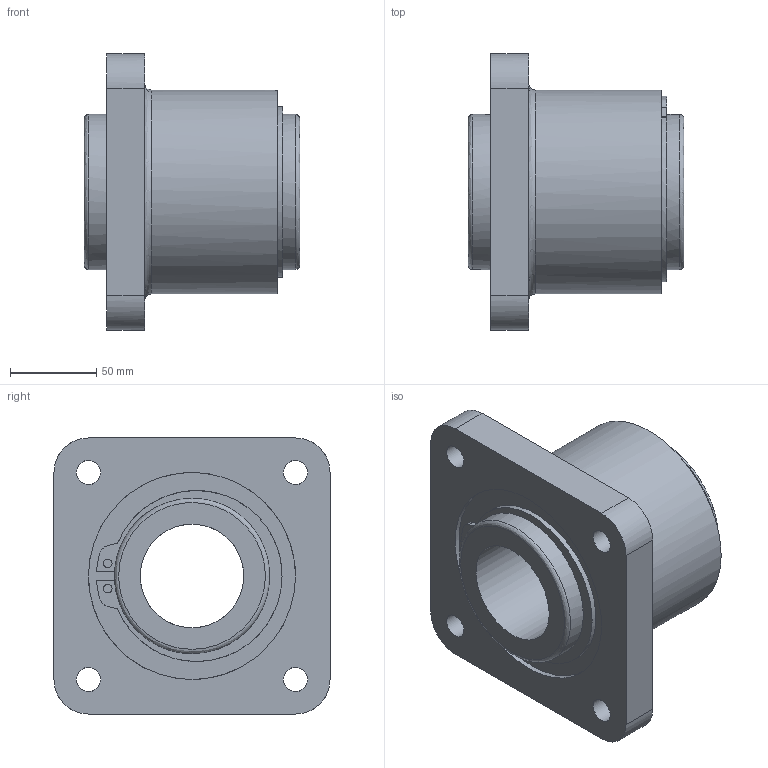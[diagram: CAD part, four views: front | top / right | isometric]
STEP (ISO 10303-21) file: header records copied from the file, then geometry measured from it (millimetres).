
FILE_DESCRIPTION ((), '1');
FILE_NAME ('FE81-060.stp', '2018-12-14T15:49:07', ('Unknown'), ('Unknown'), 'HarmonyWare STEP v2.0.5', 'Vectorworks', '');
FILE_SCHEMA (('CONFIG_CONTROL_DESIGN'));
Length unit declared in the file: millimetre
Products named in the file (1): NONE
Bounding box: 125 x 160 x 160 mm (x, y, z)
Volume: 1193984.2 mm3; surface area: 124941.5 mm2
Topology: 1 solids, 1 shells, 57 faces, 188 edges, 139 vertices
Faces by surface type: bspline 57
Entity records: 3338 total; most frequent: CARTESIAN_POINT 2196, ORIENTED_EDGE 376, EDGE_CURVE 188, VERTEX_POINT 139, B_SPLINE_CURVE_WITH_KNOTS 108, EDGE_LOOP 77, FACE_OUTER_BOUND 57, ADVANCED_FACE 57
